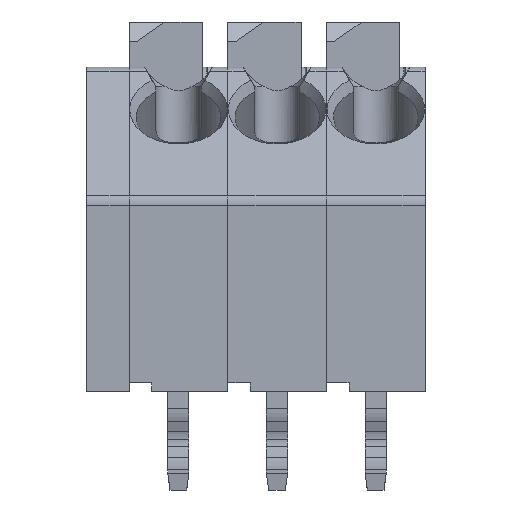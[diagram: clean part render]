
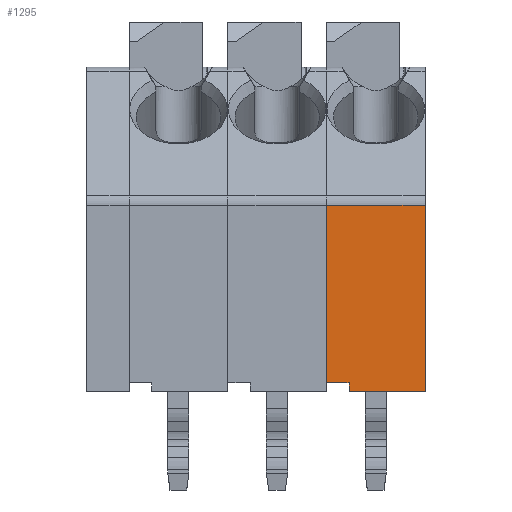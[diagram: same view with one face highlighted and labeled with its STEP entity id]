
A CAD part, front view. The second image highlights one B-rep face of the part: STEP entity #1295.
In plain terms, the highlighted planar face has unit normal (0, -1, 0).
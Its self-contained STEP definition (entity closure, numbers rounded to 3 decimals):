
#1295=ADVANCED_FACE('',(#2839),#2840,.T.);
#2839=FACE_OUTER_BOUND('',#4722,.T.);
#2840=PLANE('',#4723);
#4722=EDGE_LOOP('',(#8070,#8071,#8072,#8073,#8074,#8075));
#4723=AXIS2_PLACEMENT_3D('',#8076,#8077,#8078);
#8070=ORIENTED_EDGE('',*,*,#12320,.T.);
#8071=ORIENTED_EDGE('',*,*,#12321,.F.);
#8072=ORIENTED_EDGE('',*,*,#12315,.T.);
#8073=ORIENTED_EDGE('',*,*,#12322,.F.);
#8074=ORIENTED_EDGE('',*,*,#12323,.F.);
#8075=ORIENTED_EDGE('',*,*,#12324,.T.);
#8076=CARTESIAN_POINT('',(8.43,0.0,0.0));
#8077=DIRECTION('',(0.0,-1.0,0.0));
#8078=DIRECTION('',(0.0,0.0,1.0));
#12315=EDGE_CURVE('',#14928,#14933,#14935,.T.);
#12320=EDGE_CURVE('',#14941,#14942,#14943,.T.);
#12321=EDGE_CURVE('',#14928,#14942,#14944,.T.);
#12322=EDGE_CURVE('',#14945,#14933,#14946,.T.);
#12323=EDGE_CURVE('',#14947,#14945,#14948,.T.);
#12324=EDGE_CURVE('',#14947,#14941,#14949,.T.);
#14928=VERTEX_POINT('',#18643);
#14933=VERTEX_POINT('',#18651);
#14935=LINE('',#18654,#18655);
#14941=VERTEX_POINT('',#18663);
#14942=VERTEX_POINT('',#18664);
#14943=LINE('',#18665,#18666);
#14944=LINE('',#18667,#18668);
#14945=VERTEX_POINT('',#18669);
#14946=LINE('',#18670,#18671);
#14947=VERTEX_POINT('',#18672);
#14948=LINE('',#18673,#18674);
#14949=LINE('',#18675,#18676);
#18643=CARTESIAN_POINT('',(7.0,0.0,0.3));
#18651=CARTESIAN_POINT('',(7.8,0.0,0.3));
#18654=CARTESIAN_POINT('',(8.43,0.0,0.3));
#18655=VECTOR('',#22853,1.0);
#18663=CARTESIAN_POINT('',(10.5,0.0,6.593));
#18664=CARTESIAN_POINT('',(7.0,0.0,6.593));
#18665=CARTESIAN_POINT('',(8.43,0.0,6.593));
#18666=VECTOR('',#22856,1.0);
#18667=CARTESIAN_POINT('',(7.0,0.0,0.0));
#18668=VECTOR('',#22857,1.0);
#18669=CARTESIAN_POINT('',(7.8,0.0,0.0));
#18670=CARTESIAN_POINT('',(7.8,0.0,0.0));
#18671=VECTOR('',#22858,1.0);
#18672=CARTESIAN_POINT('',(10.5,0.0,0.0));
#18673=CARTESIAN_POINT('',(8.43,0.0,0.0));
#18674=VECTOR('',#22859,1.0);
#18675=CARTESIAN_POINT('',(10.5,0.0,0.0));
#18676=VECTOR('',#22860,1.0);
#22853=DIRECTION('',(1.0,0.0,0.0));
#22856=DIRECTION('',(-1.0,0.0,0.0));
#22857=DIRECTION('',(0.0,0.0,1.0));
#22858=DIRECTION('',(0.0,0.0,1.0));
#22859=DIRECTION('',(-1.0,0.0,0.0));
#22860=DIRECTION('',(0.0,0.0,1.0));
